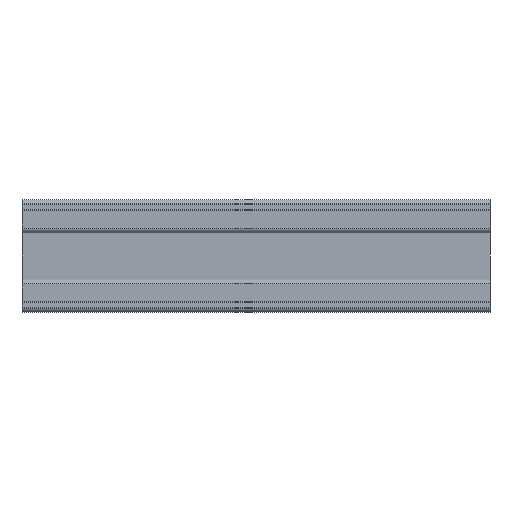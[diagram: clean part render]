
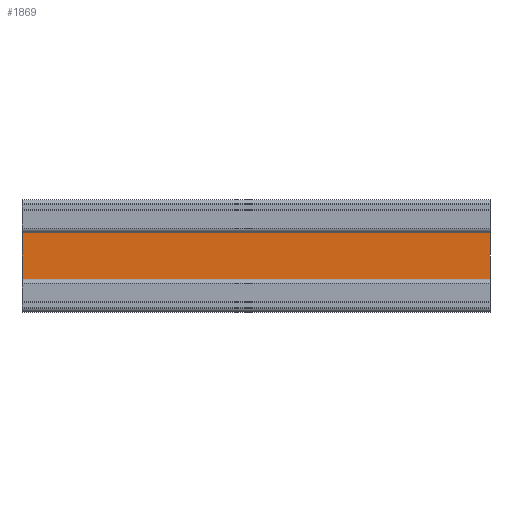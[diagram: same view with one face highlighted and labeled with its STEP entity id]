
A CAD part, front view. The second image highlights one B-rep face of the part: STEP entity #1869.
In plain terms, the highlighted planar face has unit normal (0, -1, 0).
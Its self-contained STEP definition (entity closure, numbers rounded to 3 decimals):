
#16 = CARTESIAN_POINT ( 'NONE',  ( 100., 21.496, 2.104 ) ) ;
#283 = ORIENTED_EDGE ( 'NONE', *, *, #695, .T. ) ;
#333 = LINE ( 'NONE', #1025, #1646 ) ;
#373 = FACE_OUTER_BOUND ( 'NONE', #3730, .T. ) ;
#558 = CARTESIAN_POINT ( 'NONE',  ( 0., 21.496, -7.796 ) ) ;
#571 = EDGE_CURVE ( 'NONE', #4280, #621, #2131, .T. ) ;
#621 = VERTEX_POINT ( 'NONE', #1111 ) ;
#671 = DIRECTION ( 'NONE',  ( -1., 0., 0. ) ) ;
#695 = EDGE_CURVE ( 'NONE', #2552, #4280, #1199, .T. ) ;
#731 = CARTESIAN_POINT ( 'NONE',  ( 100., 21.496, -7.796 ) ) ;
#939 = ORIENTED_EDGE ( 'NONE', *, *, #4410, .F. ) ;
#1025 = CARTESIAN_POINT ( 'NONE',  ( 100., 21.496, -7.796 ) ) ;
#1111 = CARTESIAN_POINT ( 'NONE',  ( 0., 21.496, 2.104 ) ) ;
#1199 = LINE ( 'NONE', #2609, #4029 ) ;
#1208 = CARTESIAN_POINT ( 'NONE',  ( 100., 21.496, -7.796 ) ) ;
#1264 = ORIENTED_EDGE ( 'NONE', *, *, #1653, .F. ) ;
#1337 = VECTOR ( 'NONE', #3332, 1000. ) ;
#1646 = VECTOR ( 'NONE', #671, 1000. ) ;
#1653 = EDGE_CURVE ( 'NONE', #2552, #3170, #333, .T. ) ;
#1740 = PLANE ( 'NONE',  #4333 ) ;
#1869 = ADVANCED_FACE ( 'NONE', ( #373 ), #1740, .T. ) ;
#1924 = LINE ( 'NONE', #2581, #1337 ) ;
#2110 = DIRECTION ( 'NONE',  ( 0., -1., 0. ) ) ;
#2131 = LINE ( 'NONE', #2453, #4196 ) ;
#2453 = CARTESIAN_POINT ( 'NONE',  ( 100., 21.496, 2.104 ) ) ;
#2492 = ORIENTED_EDGE ( 'NONE', *, *, #571, .T. ) ;
#2495 = DIRECTION ( 'NONE',  ( -1., 0., 0. ) ) ;
#2552 = VERTEX_POINT ( 'NONE', #1208 ) ;
#2581 = CARTESIAN_POINT ( 'NONE',  ( 0., 21.496, -7.796 ) ) ;
#2609 = CARTESIAN_POINT ( 'NONE',  ( 100., 21.496, -7.796 ) ) ;
#3129 = DIRECTION ( 'NONE',  ( 0., 0., -1. ) ) ;
#3170 = VERTEX_POINT ( 'NONE', #558 ) ;
#3332 = DIRECTION ( 'NONE',  ( 0., 0., 1. ) ) ;
#3730 = EDGE_LOOP ( 'NONE', ( #939, #1264, #283, #2492 ) ) ;
#4029 = VECTOR ( 'NONE', #4305, 1000. ) ;
#4196 = VECTOR ( 'NONE', #2495, 1000. ) ;
#4280 = VERTEX_POINT ( 'NONE', #16 ) ;
#4305 = DIRECTION ( 'NONE',  ( 0., 0., 1. ) ) ;
#4333 = AXIS2_PLACEMENT_3D ( 'NONE', #731, #2110, #3129 ) ;
#4410 = EDGE_CURVE ( 'NONE', #3170, #621, #1924, .T. ) ;
